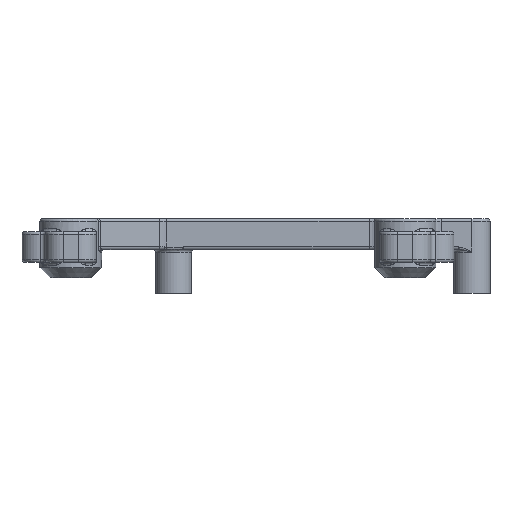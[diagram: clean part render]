
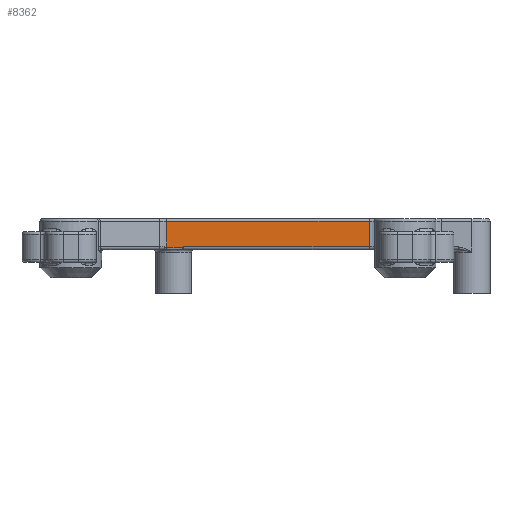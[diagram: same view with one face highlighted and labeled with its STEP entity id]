
A CAD part, front view. The second image highlights one B-rep face of the part: STEP entity #8362.
In plain terms, the highlighted planar face has unit normal (0, -1, 0).
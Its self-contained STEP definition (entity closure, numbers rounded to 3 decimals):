
#313 = CARTESIAN_POINT ( 'NONE',  ( 17.905, -50., 8. ) ) ;
#359 = CARTESIAN_POINT ( 'NONE',  ( 21.382, -50., 2.973 ) ) ;
#649 = VECTOR ( 'NONE', #13159, 1000. ) ;
#1213 = ORIENTED_EDGE ( 'NONE', *, *, #14863, .T. ) ;
#2002 = CARTESIAN_POINT ( 'NONE',  ( 19.719, -50., 2.868 ) ) ;
#2265 = CARTESIAN_POINT ( 'NONE',  ( 58., -50., 3. ) ) ;
#2837 = CARTESIAN_POINT ( 'NONE',  ( 18.612, -50., 2.5 ) ) ;
#3218 = B_SPLINE_CURVE_WITH_KNOTS ( 'NONE', 3,
 ( #14098, #13635, #7804, #2002, #6338, #6806, #5342, #359, #8165, #17217 ),
 .UNSPECIFIED., .F., .F.,
 ( 4, 2, 2, 2, 4 ),
 ( 0., 0.001, 0.002, 0.003, 0.003 ),
 .UNSPECIFIED. ) ;
#3598 = CARTESIAN_POINT ( 'NONE',  ( 17.905, -50., 2.5 ) ) ;
#3614 = EDGE_LOOP ( 'NONE', ( #1213, #12746, #7768, #17422, #18371 ) ) ;
#4503 = LINE ( 'NONE', #18008, #649 ) ;
#5039 = FACE_OUTER_BOUND ( 'NONE', #3614, .T. ) ;
#5079 = VERTEX_POINT ( 'NONE', #15416 ) ;
#5342 = CARTESIAN_POINT ( 'NONE',  ( 20.829, -50., 2.915 ) ) ;
#5915 = DIRECTION ( 'NONE',  ( -1., 0., 0. ) ) ;
#6201 = VECTOR ( 'NONE', #10218, 1000. ) ;
#6338 = CARTESIAN_POINT ( 'NONE',  ( 19.998, -50., 2.86 ) ) ;
#6806 = CARTESIAN_POINT ( 'NONE',  ( 20.553, -50., 2.884 ) ) ;
#7757 = DIRECTION ( 'NONE',  ( 0., -1., 0. ) ) ;
#7768 = ORIENTED_EDGE ( 'NONE', *, *, #17237, .T. ) ;
#7804 = CARTESIAN_POINT ( 'NONE',  ( 19.165, -50., 2.912 ) ) ;
#8165 = CARTESIAN_POINT ( 'NONE',  ( 21.658, -50., 3. ) ) ;
#8362 = ADVANCED_FACE ( 'NONE', ( #5039 ), #16910, .T. ) ;
#8701 = CARTESIAN_POINT ( 'NONE',  ( 18.612, -50., 2.972 ) ) ;
#9513 = DIRECTION ( 'NONE',  ( 1., 0., 0. ) ) ;
#9965 = CARTESIAN_POINT ( 'NONE',  ( 21.936, -50., 3. ) ) ;
#10018 = LINE ( 'NONE', #2837, #6201 ) ;
#10218 = DIRECTION ( 'NONE',  ( 0., 0., -1. ) ) ;
#10554 = VECTOR ( 'NONE', #12571, 1000. ) ;
#12191 = EDGE_CURVE ( 'NONE', #18080, #5079, #13582, .T. ) ;
#12383 = LINE ( 'NONE', #18309, #10554 ) ;
#12571 = DIRECTION ( 'NONE',  ( 1., 0., 0. ) ) ;
#12746 = ORIENTED_EDGE ( 'NONE', *, *, #12191, .T. ) ;
#13061 = EDGE_CURVE ( 'NONE', #15895, #13522, #3218, .T. ) ;
#13159 = DIRECTION ( 'NONE',  ( 0., 0., 1. ) ) ;
#13522 = VERTEX_POINT ( 'NONE', #9965 ) ;
#13582 = LINE ( 'NONE', #313, #13881 ) ;
#13635 = CARTESIAN_POINT ( 'NONE',  ( 18.889, -50., 2.947 ) ) ;
#13881 = VECTOR ( 'NONE', #5915, 1000. ) ;
#14098 = CARTESIAN_POINT ( 'NONE',  ( 18.612, -50., 2.972 ) ) ;
#14863 = EDGE_CURVE ( 'NONE', #17153, #18080, #4503, .T. ) ;
#15416 = CARTESIAN_POINT ( 'NONE',  ( 18.612, -50., 8. ) ) ;
#15895 = VERTEX_POINT ( 'NONE', #8701 ) ;
#16018 = EDGE_CURVE ( 'NONE', #13522, #17153, #12383, .T. ) ;
#16870 = AXIS2_PLACEMENT_3D ( 'NONE', #3598, #7757, #9513 ) ;
#16910 = PLANE ( 'NONE',  #16870 ) ;
#17153 = VERTEX_POINT ( 'NONE', #2265 ) ;
#17217 = CARTESIAN_POINT ( 'NONE',  ( 21.936, -50., 3. ) ) ;
#17237 = EDGE_CURVE ( 'NONE', #5079, #15895, #10018, .T. ) ;
#17422 = ORIENTED_EDGE ( 'NONE', *, *, #13061, .T. ) ;
#18008 = CARTESIAN_POINT ( 'NONE',  ( 58., -50., 8.5 ) ) ;
#18080 = VERTEX_POINT ( 'NONE', #18742 ) ;
#18309 = CARTESIAN_POINT ( 'NONE',  ( 58., -50., 3. ) ) ;
#18371 = ORIENTED_EDGE ( 'NONE', *, *, #16018, .T. ) ;
#18742 = CARTESIAN_POINT ( 'NONE',  ( 58., -50., 8. ) ) ;
